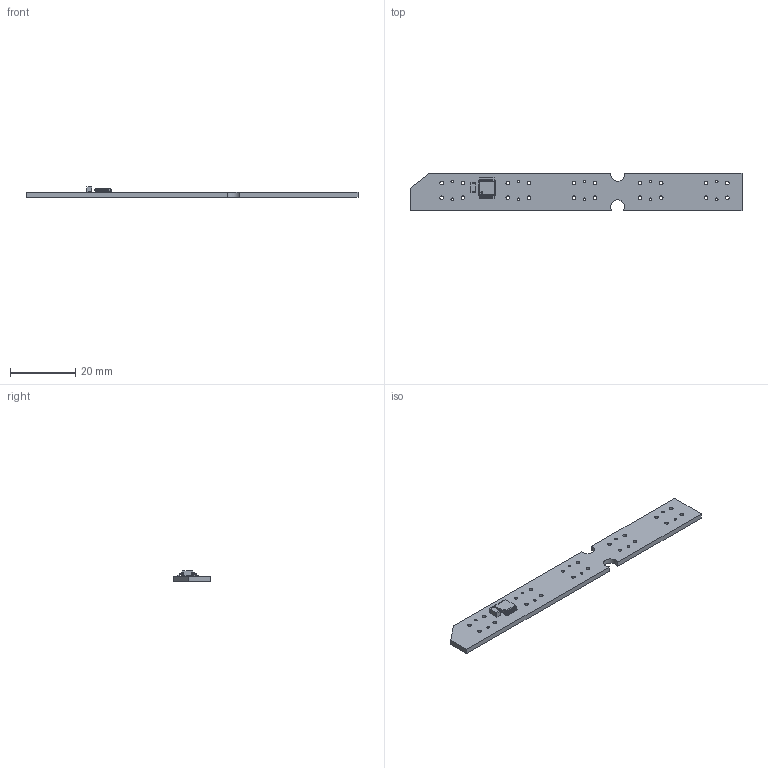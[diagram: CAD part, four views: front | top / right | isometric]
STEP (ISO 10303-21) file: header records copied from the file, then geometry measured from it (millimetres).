
FILE_DESCRIPTION(('KiCad electronic assembly'),'2;1');
FILE_NAME('DDI.step','2024-11-21T23:57:39',('Pcbnew'),('Kicad'), 'Open CASCADE STEP processor 7.8','KiCad to STEP converter','Unknown' );
FILE_SCHEMA(('AUTOMOTIVE_DESIGN { 1 0 10303 214 1 1 1 1 }'));
Length unit declared in the file: millimetre
Products named in the file (6): DDI 1; TSSOP-16_4.4x5mm_P0.65mm; TSSOP_16_44x5mm_P065mm; C_1206_3216Metric; _autosave-DDI-parent_PCB
Assembly tree (5 placements, depth 3):
  DDI 1
    TSSOP-16_4.4x5mm_P0.65mm
      TSSOP_16_44x5mm_P065mm
    C_1206_3216Metric
      C_1206_3216Metric
    _autosave-DDI-parent_PCB
Bounding box: 102 x 11.66 x 3.25 mm (x, y, z)
Volume: 1839.1 mm3; surface area: 2887.6 mm2
Topology: 3 solids, 3 shells, 330 faces, 887 edges, 566 vertices
Faces by surface type: plane 192, cylinder 110, bspline 28
Full cylindrical faces by diameter (mm): 0.5 x1, 0.762 x10, 1.1 x20
Entity records: 12455 total; most frequent: CARTESIAN_POINT 1889, ORIENTED_EDGE 1774, DIRECTION 1707, EDGE_CURVE 887, LINE 651, VECTOR 651, VERTEX_POINT 566, AXIS2_PLACEMENT_3D 528
